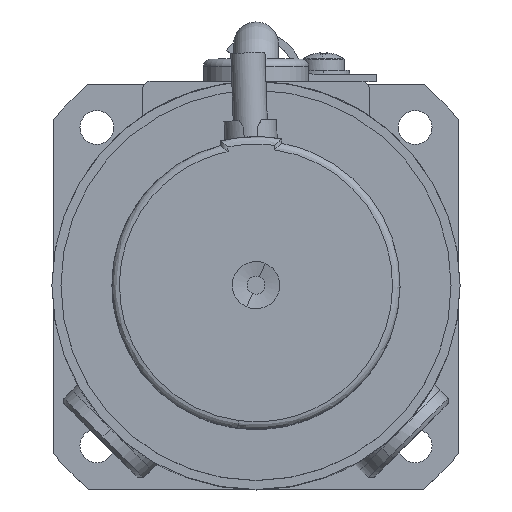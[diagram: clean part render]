
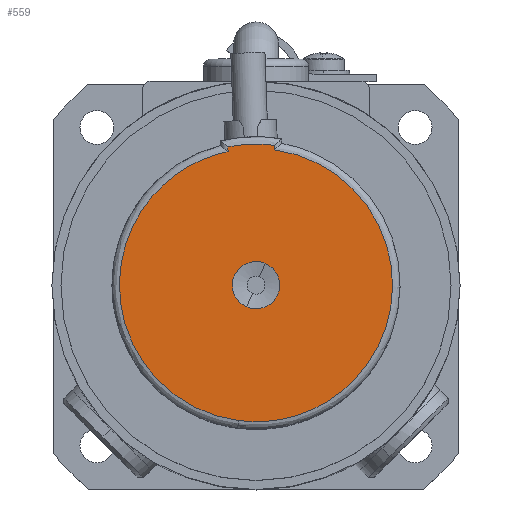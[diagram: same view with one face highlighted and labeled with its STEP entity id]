
A CAD part, top view. The second image highlights one B-rep face of the part: STEP entity #559.
In plain terms, the highlighted planar face has unit normal (0, 0, 1).
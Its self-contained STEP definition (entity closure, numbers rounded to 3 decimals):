
#65 =( BOUNDED_CURVE ( )  B_SPLINE_CURVE ( 3, ( #5496, #7257, #11884, #97 ),
 .UNSPECIFIED., .F., .T. ) 
 B_SPLINE_CURVE_WITH_KNOTS ( ( 4, 4 ),
 ( 0., 1. ),
 .UNSPECIFIED. ) 
 CURVE ( )  GEOMETRIC_REPRESENTATION_ITEM ( )  RATIONAL_B_SPLINE_CURVE ( ( 1., 0.336, 0.336, 1. ) ) 
 REPRESENTATION_ITEM ( '' )  );
#97 = CARTESIAN_POINT ( 'NONE',  ( -2.303, -18.054, 55.9 ) ) ;
#215 = CARTESIAN_POINT ( 'NONE',  ( 2.451, 18.64, 55.9 ) ) ;
#559 = ADVANCED_FACE ( 'Defeature ausgef�hrt1_250', ( #3925, #7685 ), #7568, .T. ) ;
#960 = EDGE_CURVE ( 'NONE', #7392, #2624, #4439, .T. ) ;
#1097 = ORIENTED_EDGE ( 'NONE', *, *, #5550, .F. ) ;
#1365 = CARTESIAN_POINT ( 'NONE',  ( -3.745, 18.423, 55.9 ) ) ;
#1456 = CARTESIAN_POINT ( 'NONE',  ( 2.451, 18.64, 55.9 ) ) ;
#1692 = AXIS2_PLACEMENT_3D ( 'NONE', #7236, #6204, #2571 ) ;
#1987 = EDGE_LOOP ( 'NONE', ( #3955, #9466 ) ) ;
#2103 = DIRECTION ( 'NONE',  ( 0., 0., -1. ) ) ;
#2136 = VECTOR ( 'NONE', #11766, 1000. ) ;
#2203 = VERTEX_POINT ( 'NONE', #3451 ) ;
#2259 = VERTEX_POINT ( 'NONE', #11705 ) ;
#2347 = AXIS2_PLACEMENT_3D ( 'NONE', #9550, #2103, #10467 ) ;
#2571 = DIRECTION ( 'NONE',  ( -0.391, -0.921, 0. ) ) ;
#2597 = CARTESIAN_POINT ( 'NONE',  ( -3.724, 17.815, 55.9 ) ) ;
#2624 = VERTEX_POINT ( 'NONE', #11822 ) ;
#2989 = CARTESIAN_POINT ( 'NONE',  ( 0.384, 18.825, 55.9 ) ) ;
#3100 = EDGE_CURVE ( 'NONE', #2203, #2259, #65, .T. ) ;
#3140 = DIRECTION ( 'NONE',  ( -0.391, -0.921, 0. ) ) ;
#3387 =( BOUNDED_CURVE ( )  B_SPLINE_CURVE ( 3, ( #5447, #7324, #3519, #2597 ),
 .UNSPECIFIED., .F., .T. ) 
 B_SPLINE_CURVE_WITH_KNOTS ( ( 4, 4 ),
 ( 0., 1. ),
 .UNSPECIFIED. ) 
 CURVE ( )  GEOMETRIC_REPRESENTATION_ITEM ( )  RATIONAL_B_SPLINE_CURVE ( ( 1., 0.444, 0.444, 1. ) ) 
 REPRESENTATION_ITEM ( '' )  );
#3451 = CARTESIAN_POINT ( 'NONE',  ( 2.472, 18.031, 55.9 ) ) ;
#3511 = EDGE_CURVE ( 'NONE', #8941, #4680, #5316, .T. ) ;
#3519 = CARTESIAN_POINT ( 'NONE',  ( -30.115, 12.298, 55.9 ) ) ;
#3780 = CARTESIAN_POINT ( 'NONE',  ( -1.696, 18.752, 55.9 ) ) ;
#3907 = CARTESIAN_POINT ( 'NONE',  ( -3.745, 18.423, 55.9 ) ) ;
#3925 = FACE_BOUND ( 'NONE', #1987, .T. ) ;
#3955 = ORIENTED_EDGE ( 'NONE', *, *, #960, .T. ) ;
#4273 = AXIS2_PLACEMENT_3D ( 'NONE', #5683, #10538, #3140 ) ;
#4348 = LINE ( 'NONE', #8055, #2136 ) ;
#4439 = CIRCLE ( 'NONE', #2347, 3.15 ) ;
#4680 = VERTEX_POINT ( 'NONE', #1365 ) ;
#4762 = DIRECTION ( 'NONE',  ( -0.035, 0.999, 0. ) ) ;
#5316 = B_SPLINE_CURVE_WITH_KNOTS ( 'NONE', 3,
 ( #215, #5605, #2989, #3780, #5788, #3907 ),
 .UNSPECIFIED., .F., .F.,
 ( 4, 2, 4 ),
 ( 0., 0.5, 1. ),
 .UNSPECIFIED. ) ;
#5443 = EDGE_CURVE ( 'NONE', #2259, #11783, #3387, .T. ) ;
#5447 = CARTESIAN_POINT ( 'NONE',  ( -2.303, -18.054, 55.9 ) ) ;
#5496 = CARTESIAN_POINT ( 'NONE',  ( 2.472, 18.031, 55.9 ) ) ;
#5550 = EDGE_CURVE ( 'NONE', #11783, #4680, #4348, .T. ) ;
#5605 = CARTESIAN_POINT ( 'NONE',  ( 1.42, 18.775, 55.9 ) ) ;
#5683 = CARTESIAN_POINT ( 'NONE',  ( 0., 0., 55.9 ) ) ;
#5788 = CARTESIAN_POINT ( 'NONE',  ( -2.725, 18.63, 55.9 ) ) ;
#5859 = LINE ( 'NONE', #9322, #5956 ) ;
#5936 = EDGE_LOOP ( 'NONE', ( #11240, #10666, #7642, #9964, #1097 ) ) ;
#5956 = VECTOR ( 'NONE', #4762, 1000. ) ;
#6204 = DIRECTION ( 'NONE',  ( 0., 0., -1. ) ) ;
#7236 = CARTESIAN_POINT ( 'NONE',  ( 0., 0., 55.9 ) ) ;
#7257 = CARTESIAN_POINT ( 'NONE',  ( 38.199, 13.133, 55.9 ) ) ;
#7324 = CARTESIAN_POINT ( 'NONE',  ( -29.048, -14.642, 55.9 ) ) ;
#7392 = VERTEX_POINT ( 'NONE', #11433 ) ;
#7568 = PLANE ( 'NONE',  #4273 ) ;
#7642 = ORIENTED_EDGE ( 'NONE', *, *, #9488, .T. ) ;
#7685 = FACE_OUTER_BOUND ( 'NONE', #5936, .T. ) ;
#8055 = CARTESIAN_POINT ( 'NONE',  ( -3.785, 19.559, 55.9 ) ) ;
#8545 = EDGE_CURVE ( 'NONE', #2624, #7392, #10013, .T. ) ;
#8941 = VERTEX_POINT ( 'NONE', #1456 ) ;
#9322 = CARTESIAN_POINT ( 'NONE',  ( 2.472, 18.031, 55.9 ) ) ;
#9466 = ORIENTED_EDGE ( 'NONE', *, *, #8545, .T. ) ;
#9488 = EDGE_CURVE ( 'NONE', #2203, #8941, #5859, .T. ) ;
#9550 = CARTESIAN_POINT ( 'NONE',  ( 0., 0., 55.9 ) ) ;
#9805 = CARTESIAN_POINT ( 'NONE',  ( -3.724, 17.815, 55.9 ) ) ;
#9964 = ORIENTED_EDGE ( 'NONE', *, *, #3511, .T. ) ;
#10013 = CIRCLE ( 'NONE', #1692, 3.15 ) ;
#10467 = DIRECTION ( 'NONE',  ( -0.391, -0.921, 0. ) ) ;
#10538 = DIRECTION ( 'NONE',  ( 0., 0., 1. ) ) ;
#10666 = ORIENTED_EDGE ( 'NONE', *, *, #3100, .F. ) ;
#11240 = ORIENTED_EDGE ( 'NONE', *, *, #5443, .F. ) ;
#11433 = CARTESIAN_POINT ( 'NONE',  ( -1.231, -2.9, 55.9 ) ) ;
#11705 = CARTESIAN_POINT ( 'NONE',  ( -2.303, -18.054, 55.9 ) ) ;
#11766 = DIRECTION ( 'NONE',  ( -0.035, 0.999, 0. ) ) ;
#11783 = VERTEX_POINT ( 'NONE', #9805 ) ;
#11822 = CARTESIAN_POINT ( 'NONE',  ( 1.231, 2.9, 55.9 ) ) ;
#11884 = CARTESIAN_POINT ( 'NONE',  ( 33.468, -22.616, 55.9 ) ) ;
